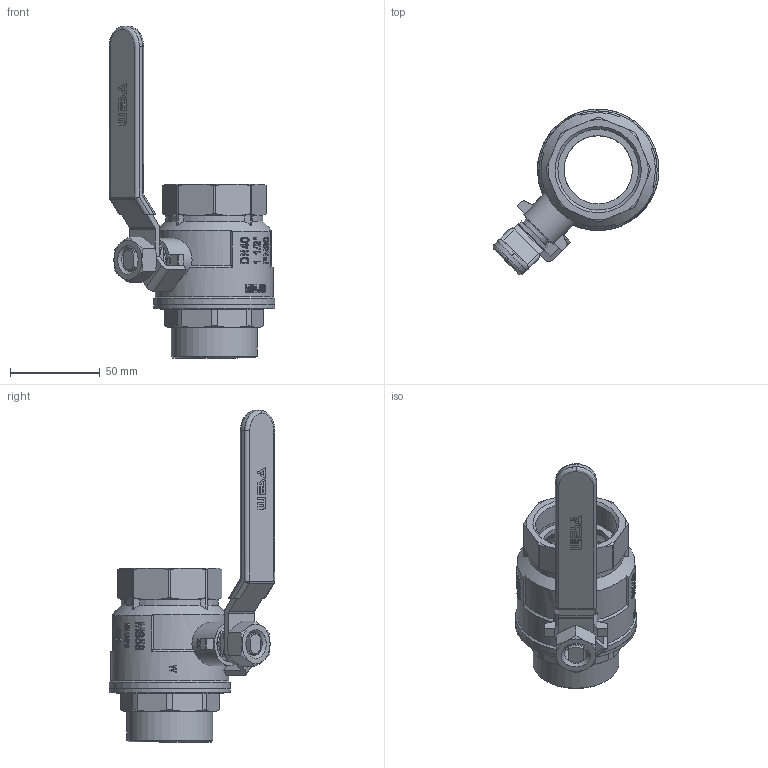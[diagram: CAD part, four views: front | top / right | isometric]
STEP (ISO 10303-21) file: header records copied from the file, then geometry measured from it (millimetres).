
FILE_DESCRIPTION(/* description */ ('Unknown'),/* implementation_level */ '2;1');
FILE_NAME(/* name */ '610-08',/* time_stamp */ '2022-03-16T11:58:23+01:00',/* author */ ('Unknown'),/* organization */ ('Unknown'),/* preprocessor_version */ 'ST-DEVELOPER v16.7',/* originating_system */ 'Solid Edge',/* authorisation */ 'Unknown');
FILE_SCHEMA (('AUTOMOTIVE_DESIGN {1 0 10303 214 3 1 1}'));
Products named in the file (11): 2.142.040; Stahlgriff 1 1_4 - 1 1_2; Stahl-Griff-Ummantelung-1_1_4-1_1_2; Stahl-Griff-1_1_4-1_1_2; 610-08; 600-07_Spindel; 600-07_Stopfbuchse; 610-08_Einschraubteil; 600-08_Körper; Mutter M12
Assembly tree (10 placements, depth 4):
  2.142.040
    Stahlgriff 1 1_4 - 1 1_2
      Stahl-Griff-Ummantelung-1_1_4-1_1_2
      Stahl-Griff-1_1_4-1_1_2
    610-08
      600-07_Spindel
        600-07_Spindel
        600-07_Stopfbuchse
      610-08_Einschraubteil
      600-08_Körper
    Mutter M12
Bounding box: 92.18 x 92.18 x 184.5 mm (x, y, z)
Volume: 116283.8 mm3; surface area: 70515.5 mm2
Topology: 7 solids, 7 shells, 1347 faces, 3734 edges, 2472 vertices
Faces by surface type: plane 1146, cylinder 122, cone 66, bspline 10, sphere 2, torus 1
Full cylindrical faces by diameter (mm): 10 x1, 13 x1, 14 x2, 14.1 x1, 14.5 x1, 15 x1, 16 x1, 18 x1, 18.38 x1, 18.398 x1, 20 x1, 24 x1, 38 x2, 44.845 x1, 44.865 x1, 47.803 x1, 48 x2, 59.5 x1, 61 x1, 61.5 x1, 65.5 x1, 67.5 x2
Entity records: 56306 total; most frequent: CARTESIAN_POINT 11880, DIRECTION 8253, ORIENTED_EDGE 7358, EDGE_CURVE 3679, AXIS2_PLACEMENT_3D 3354, VERTEX_POINT 2461, ELLIPSE 1594, LINE 1545
